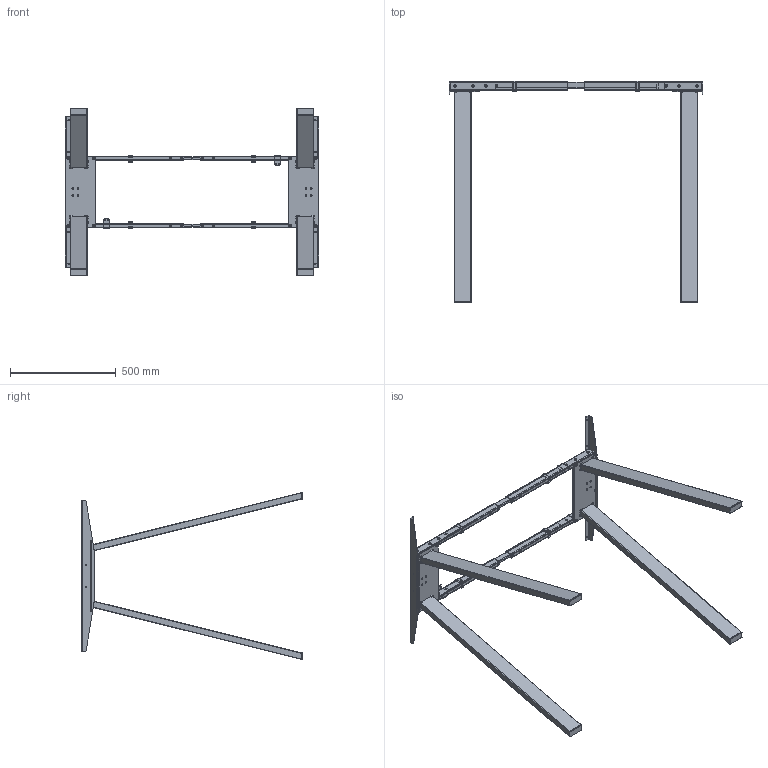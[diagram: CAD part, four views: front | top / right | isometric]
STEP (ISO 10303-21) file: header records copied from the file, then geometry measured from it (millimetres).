
FILE_DESCRIPTION (( 'STEP AP203' ), '1' );
FILE_NAME ('V-2 Aero Flex_höjd 1050_50550x+50563x.STEP', '2019-04-01T08:29:28', ( '' ), ( '' ), 'SwSTEP 2.0', 'SolidWorks 2017', '' );
FILE_SCHEMA (( 'CONFIG_CONTROL_DESIGN' ));
Length unit declared in the file: millimetre
Products named in the file (1): V-2 Aero Flex_h鐱d 1050_50550x+50563x
Bounding box: 1200 x 1050.18 x 790.68 mm (x, y, z)
Surface area: 1923300.4 mm2 (no closed solid volume)
Topology: 0 solids, 128 shells, 740 faces, 2706 edges, 2054 vertices
Faces by surface type: cylinder 312, plane 302, cone 72, torus 30, bspline 24
Entity records: 29660 total; most frequent: CARTESIAN_POINT 6785, DIRECTION 4994, ORIENTED_EDGE 3760, EDGE_CURVE 2706, VERTEX_POINT 2054, AXIS2_PLACEMENT_3D 1799, VECTOR 1396, LINE 1396
